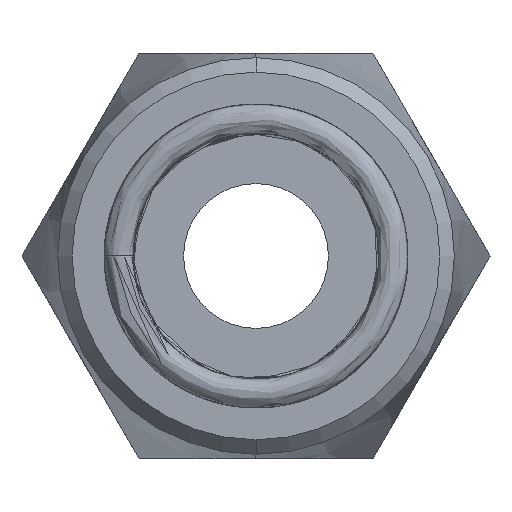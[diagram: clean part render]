
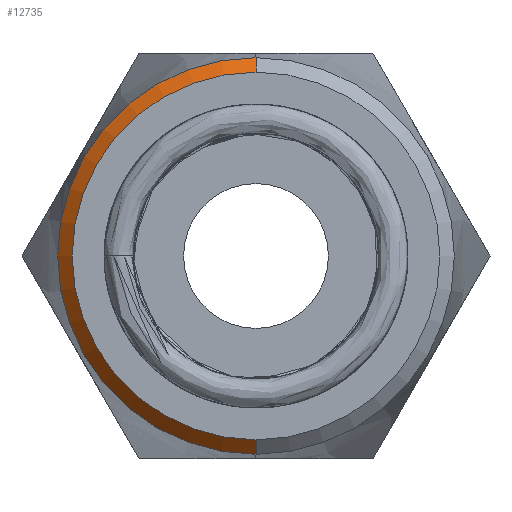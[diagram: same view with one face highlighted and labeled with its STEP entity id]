
A CAD part, front view. The second image highlights one B-rep face of the part: STEP entity #12735.
In plain terms, the highlighted conical face has half-angle 45 degrees and reference radius 6.85 mm.
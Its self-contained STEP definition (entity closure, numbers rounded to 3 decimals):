
#803 = CARTESIAN_POINT ( 'NONE',  ( 0., -4., 6.85 ) ) ;
#804 = DIRECTION ( 'NONE',  ( 0., 0.707, 0.707 ) ) ;
#5208 = ORIENTED_EDGE ( 'NONE', *, *, #12650, .T. ) ;
#5221 = ORIENTED_EDGE ( 'NONE', *, *, #12670, .T. ) ;
#5228 = ORIENTED_EDGE ( 'NONE', *, *, #12668, .F. ) ;
#5231 = ORIENTED_EDGE ( 'NONE', *, *, #12677, .F. ) ;
#5326 = VERTEX_POINT ( 'NONE', #17913 ) ;
#5333 = VERTEX_POINT ( 'NONE', #17917 ) ;
#5338 = VERTEX_POINT ( 'NONE', #17909 ) ;
#5345 = VERTEX_POINT ( 'NONE', #17965 ) ;
#9380 = AXIS2_PLACEMENT_3D ( 'NONE', #10370, #10371, #10372 ) ;
#9382 = VECTOR ( 'NONE', #804, 1000. ) ;
#9387 = CIRCLE ( 'NONE', #9380, 6.35 ) ;
#9394 = CIRCLE ( 'NONE', #9400, 6.85 ) ;
#9400 = AXIS2_PLACEMENT_3D ( 'NONE', #10364, #10365, #10366 ) ;
#10364 = CARTESIAN_POINT ( 'NONE',  ( 0., -4., 0. ) ) ;
#10365 = DIRECTION ( 'NONE',  ( 0., 1., 0. ) ) ;
#10366 = DIRECTION ( 'NONE',  ( 0., 0., -1. ) ) ;
#10370 = CARTESIAN_POINT ( 'NONE',  ( 0., -4.5, 0. ) ) ;
#10371 = DIRECTION ( 'NONE',  ( 0., 1., 0. ) ) ;
#10372 = DIRECTION ( 'NONE',  ( 0., 0., -1. ) ) ;
#10410 = CARTESIAN_POINT ( 'NONE',  ( 0., -4., -6.85 ) ) ;
#10411 = DIRECTION ( 'NONE',  ( 0., 0.707, -0.707 ) ) ;
#10994 = VECTOR ( 'NONE', #10411, 1000. ) ;
#12650 = EDGE_CURVE ( 'NONE', #5333, #5345, #19457, .T. ) ;
#12668 = EDGE_CURVE ( 'NONE', #5338, #5345, #9394, .T. ) ;
#12670 = EDGE_CURVE ( 'NONE', #5326, #5333, #9387, .T. ) ;
#12677 = EDGE_CURVE ( 'NONE', #5326, #5338, #19464, .T. ) ;
#12735 = ADVANCED_FACE ( 'NONE', ( #19501 ), #19342, .T. ) ;
#13417 = CARTESIAN_POINT ( 'NONE',  ( 0., -4., 0. ) ) ;
#13418 = DIRECTION ( 'NONE',  ( 0., 1., 0. ) ) ;
#13419 = DIRECTION ( 'NONE',  ( 0., 0., -1. ) ) ;
#17909 = CARTESIAN_POINT ( 'NONE',  ( 0., -4., -6.85 ) ) ;
#17913 = CARTESIAN_POINT ( 'NONE',  ( 0., -4.5, -6.35 ) ) ;
#17917 = CARTESIAN_POINT ( 'NONE',  ( 0., -4.5, 6.35 ) ) ;
#17965 = CARTESIAN_POINT ( 'NONE',  ( 0., -4., 6.85 ) ) ;
#18896 = EDGE_LOOP ( 'NONE', ( #5221, #5208, #5228, #5231 ) ) ;
#19339 = AXIS2_PLACEMENT_3D ( 'NONE', #13417, #13418, #13419 ) ;
#19342 = CONICAL_SURFACE ( 'NONE', #19339, 6.85, 0.785 ) ;
#19457 = LINE ( 'NONE', #803, #9382 ) ;
#19464 = LINE ( 'NONE', #10410, #10994 ) ;
#19501 = FACE_OUTER_BOUND ( 'NONE', #18896, .T. ) ;
